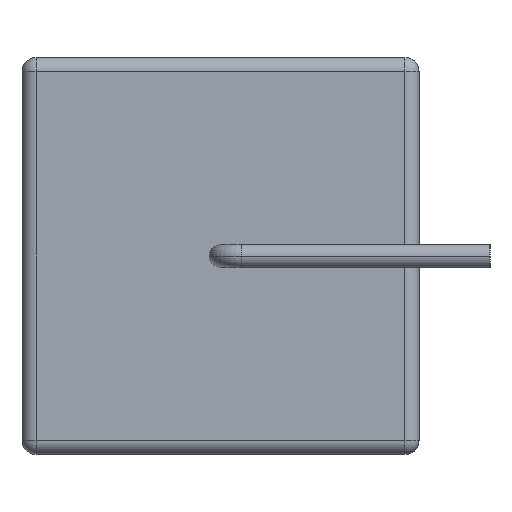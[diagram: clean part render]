
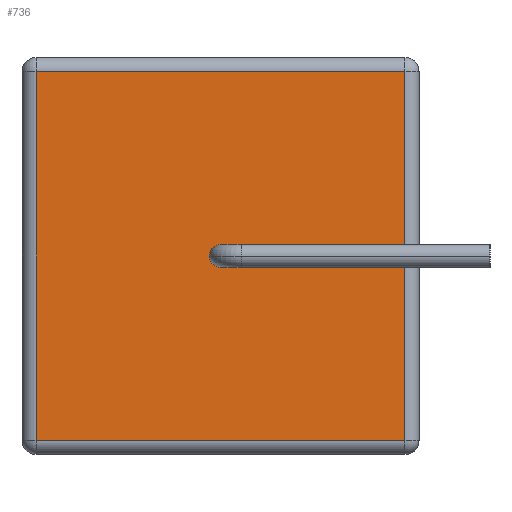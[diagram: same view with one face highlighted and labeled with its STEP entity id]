
A CAD part, left-side view. The second image highlights one B-rep face of the part: STEP entity #736.
In plain terms, the highlighted planar face has unit normal (-1, 0, 0).
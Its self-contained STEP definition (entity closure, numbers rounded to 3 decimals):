
#2 = EDGE_CURVE ( 'NONE', #12, #720, #6, .T. ) ;
#6 = CIRCLE ( 'NONE', #375, 0.4 ) ;
#12 = VERTEX_POINT ( 'NONE', #810 ) ;
#55 = CARTESIAN_POINT ( 'NONE',  ( -30., 7.5, 0. ) ) ;
#81 = CARTESIAN_POINT ( 'NONE',  ( -30., 14., 6.5 ) ) ;
#119 = LINE ( 'NONE', #758, #1010 ) ;
#132 = EDGE_CURVE ( 'NONE', #788, #367, #277, .T. ) ;
#140 = CARTESIAN_POINT ( 'NONE',  ( -30., 14.5, 6.5 ) ) ;
#175 = EDGE_CURVE ( 'NONE', #367, #1085, #119, .T. ) ;
#193 = VECTOR ( 'NONE', #976, 1000. ) ;
#208 = DIRECTION ( 'NONE',  ( 1., 0., 0. ) ) ;
#236 = DIRECTION ( 'NONE',  ( 0., 1., 0. ) ) ;
#246 = ORIENTED_EDGE ( 'NONE', *, *, #2, .T. ) ;
#268 = ORIENTED_EDGE ( 'NONE', *, *, #1037, .T. ) ;
#277 = LINE ( 'NONE', #140, #422 ) ;
#298 = EDGE_LOOP ( 'NONE', ( #268, #618, #386, #1079 ) ) ;
#307 = PLANE ( 'NONE',  #692 ) ;
#350 = FACE_BOUND ( 'NONE', #408, .T. ) ;
#367 = VERTEX_POINT ( 'NONE', #81 ) ;
#375 = AXIS2_PLACEMENT_3D ( 'NONE', #884, #208, #564 ) ;
#381 = CARTESIAN_POINT ( 'NONE',  ( -30., 14., -6.5 ) ) ;
#386 = ORIENTED_EDGE ( 'NONE', *, *, #132, .T. ) ;
#392 = CARTESIAN_POINT ( 'NONE',  ( -30., 7.5, 0.4 ) ) ;
#408 = EDGE_LOOP ( 'NONE', ( #246, #539 ) ) ;
#412 = LINE ( 'NONE', #794, #977 ) ;
#422 = VECTOR ( 'NONE', #236, 1000. ) ;
#425 = LINE ( 'NONE', #545, #193 ) ;
#482 = EDGE_CURVE ( 'NONE', #515, #788, #412, .T. ) ;
#489 = CARTESIAN_POINT ( 'NONE',  ( -30., 1., 6.5 ) ) ;
#496 = DIRECTION ( 'NONE',  ( 0., 0., -1. ) ) ;
#515 = VERTEX_POINT ( 'NONE', #965 ) ;
#539 = ORIENTED_EDGE ( 'NONE', *, *, #672, .T. ) ;
#545 = CARTESIAN_POINT ( 'NONE',  ( -30., 14.5, -6.5 ) ) ;
#564 = DIRECTION ( 'NONE',  ( 0., 0., -1. ) ) ;
#618 = ORIENTED_EDGE ( 'NONE', *, *, #482, .T. ) ;
#634 = DIRECTION ( 'NONE',  ( 1., 0., 0. ) ) ;
#642 = CARTESIAN_POINT ( 'NONE',  ( -30., 14.5, 7. ) ) ;
#672 = EDGE_CURVE ( 'NONE', #720, #12, #1032, .T. ) ;
#692 = AXIS2_PLACEMENT_3D ( 'NONE', #642, #1062, #981 ) ;
#720 = VERTEX_POINT ( 'NONE', #392 ) ;
#736 = ADVANCED_FACE ( 'NONE', ( #350, #1009 ), #307, .F. ) ;
#758 = CARTESIAN_POINT ( 'NONE',  ( -30., 14., 7. ) ) ;
#788 = VERTEX_POINT ( 'NONE', #489 ) ;
#789 = DIRECTION ( 'NONE',  ( 0., 0., 1. ) ) ;
#794 = CARTESIAN_POINT ( 'NONE',  ( -30., 1., 7. ) ) ;
#810 = CARTESIAN_POINT ( 'NONE',  ( -30., 7.5, -0.4 ) ) ;
#852 = AXIS2_PLACEMENT_3D ( 'NONE', #55, #634, #1000 ) ;
#884 = CARTESIAN_POINT ( 'NONE',  ( -30., 7.5, 0. ) ) ;
#965 = CARTESIAN_POINT ( 'NONE',  ( -30., 1., -6.5 ) ) ;
#976 = DIRECTION ( 'NONE',  ( 0., -1., 0. ) ) ;
#977 = VECTOR ( 'NONE', #789, 1000. ) ;
#981 = DIRECTION ( 'NONE',  ( 0., 0., -1. ) ) ;
#1000 = DIRECTION ( 'NONE',  ( 0., 0., -1. ) ) ;
#1009 = FACE_OUTER_BOUND ( 'NONE', #298, .T. ) ;
#1010 = VECTOR ( 'NONE', #496, 1000. ) ;
#1032 = CIRCLE ( 'NONE', #852, 0.4 ) ;
#1037 = EDGE_CURVE ( 'NONE', #1085, #515, #425, .T. ) ;
#1062 = DIRECTION ( 'NONE',  ( 1., 0., 0. ) ) ;
#1079 = ORIENTED_EDGE ( 'NONE', *, *, #175, .T. ) ;
#1085 = VERTEX_POINT ( 'NONE', #381 ) ;
